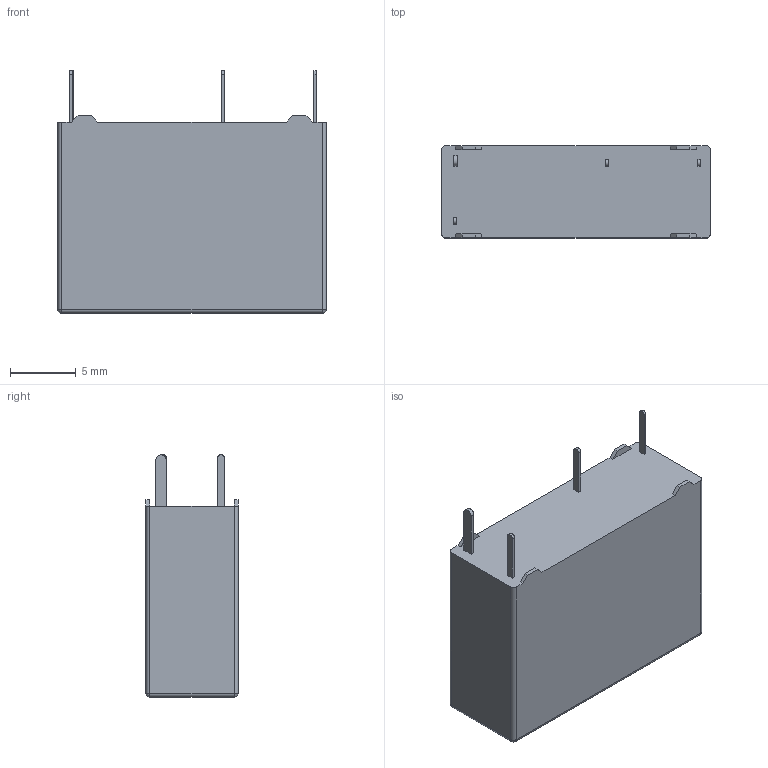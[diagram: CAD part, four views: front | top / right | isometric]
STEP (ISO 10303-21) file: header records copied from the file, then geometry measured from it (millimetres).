
FILE_DESCRIPTION(('FreeCAD Model'),'2;1');
FILE_NAME('c_1721081_5_f_3d.step','2019-03-29T21:42:29',( 'kicad StepUp'),('ksu MCAD'),'Open CASCADE STEP processor 6.8', 'FreeCAD','Unknown');
FILE_SCHEMA(('AUTOMOTIVE_DESIGN_CC2 { 1 2 10303 214 -1 1 5 4 }'));
Length unit declared in the file: millimetre
Products named in the file (1): c_1721081_5_f_3d
Bounding box: 20.4 x 7 x 18.4 mm (x, y, z)
Surface area: 1096.9 mm2 (no closed solid volume)
Topology: 0 solids, 54 shells, 54 faces, 264 edges, 264 vertices
Faces by surface type: bspline 38, revolution 16
Entity records: 3264 total; most frequent: CARTESIAN_POINT 713, DIRECTION 350, ORIENTED_EDGE 264, EDGE_CURVE 264, VERTEX_POINT 264, LINE 228, VECTOR 228, FACE_BOUND 58
